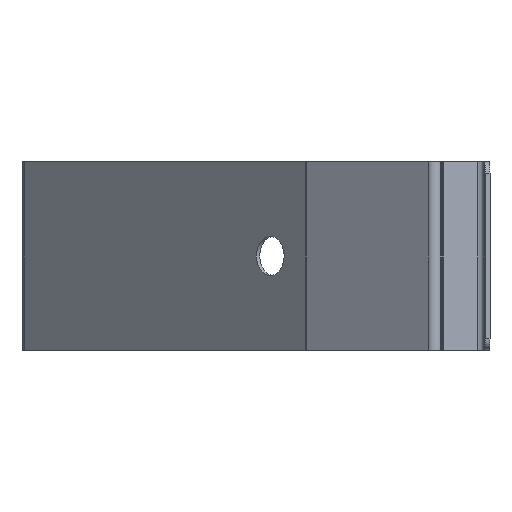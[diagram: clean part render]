
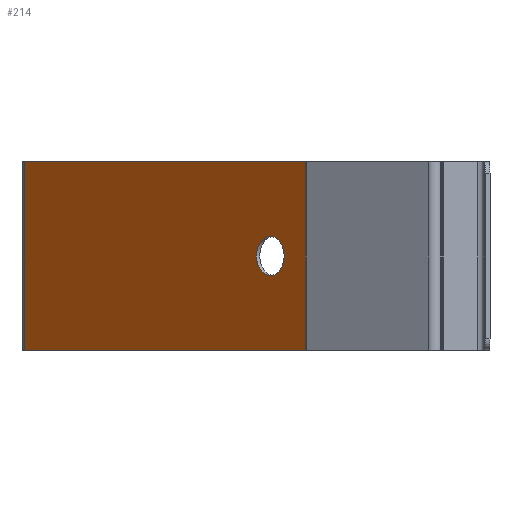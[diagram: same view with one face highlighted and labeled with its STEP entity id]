
A CAD part, left-side view. The second image highlights one B-rep face of the part: STEP entity #214.
In plain terms, the highlighted planar face has unit normal (-0.707, 0.707, 0).
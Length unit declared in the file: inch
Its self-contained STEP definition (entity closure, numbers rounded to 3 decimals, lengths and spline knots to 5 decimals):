
#214=ADVANCED_FACE('',(#343,#344),#262,.T.);
#262=PLANE('',#1283);
#308=CIRCLE('',#1282,0.104);
#343=FACE_BOUND('',#379,.T.);
#344=FACE_BOUND('',#380,.T.);
#379=EDGE_LOOP('',(#526));
#380=EDGE_LOOP('',(#527,#528,#529,#530));
#526=ORIENTED_EDGE('',*,*,#937,.F.);
#527=ORIENTED_EDGE('',*,*,#938,.F.);
#528=ORIENTED_EDGE('',*,*,#936,.F.);
#529=ORIENTED_EDGE('',*,*,#939,.T.);
#530=ORIENTED_EDGE('',*,*,#940,.T.);
#802=VERTEX_POINT('',#1860);
#803=VERTEX_POINT('',#1862);
#804=VERTEX_POINT('',#1866);
#805=VERTEX_POINT('',#1868);
#806=VERTEX_POINT('',#1870);
#936=EDGE_CURVE('',#803,#802,#1069,.T.);
#937=EDGE_CURVE('',#804,#804,#308,.T.);
#938=EDGE_CURVE('',#802,#805,#1070,.T.);
#939=EDGE_CURVE('',#803,#806,#1071,.T.);
#940=EDGE_CURVE('',#806,#805,#1072,.T.);
#1069=LINE('',#1863,#1173);
#1070=LINE('',#1867,#1174);
#1071=LINE('',#1869,#1175);
#1072=LINE('',#1871,#1176);
#1173=VECTOR('',#1514,1.);
#1174=VECTOR('',#1519,1.);
#1175=VECTOR('',#1520,1.);
#1176=VECTOR('',#1521,1.);
#1282=AXIS2_PLACEMENT_3D('',#1865,#1517,#1518);
#1283=AXIS2_PLACEMENT_3D('',#1872,#1522,#1523);
#1514=DIRECTION('',(0.,0.,-1.));
#1517=DIRECTION('',(-0.707,0.707,0.));
#1518=DIRECTION('',(-0.707,-0.707,0.));
#1519=DIRECTION('',(0.707,0.707,0.));
#1520=DIRECTION('',(0.707,0.707,0.));
#1521=DIRECTION('',(0.,0.,-1.));
#1522=DIRECTION('',(-0.707,0.707,0.));
#1523=DIRECTION('',(-0.707,-0.707,0.));
#1860=CARTESIAN_POINT('',(-1.44335,-1.58814,-0.355));
#1862=CARTESIAN_POINT('',(-1.44335,-1.58814,0.645));
#1863=CARTESIAN_POINT('',(-1.44335,-1.58814,0.645));
#1865=CARTESIAN_POINT('',(-1.25492,-1.39971,0.145));
#1866=CARTESIAN_POINT('',(-1.32846,-1.47325,0.145));
#1867=CARTESIAN_POINT('',(-1.44335,-1.58814,-0.355));
#1868=CARTESIAN_POINT('',(0.05161,-0.09318,-0.355));
#1869=CARTESIAN_POINT('',(-1.44335,-1.58814,0.645));
#1870=CARTESIAN_POINT('',(0.05161,-0.09318,0.645));
#1871=CARTESIAN_POINT('',(0.05161,-0.09318,0.645));
#1872=CARTESIAN_POINT('',(-1.44335,-1.58814,0.645));
